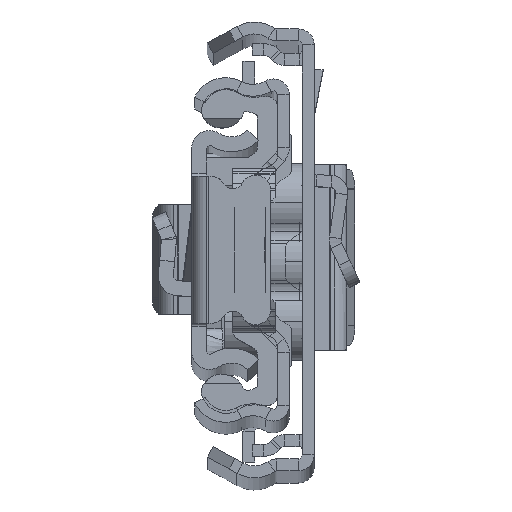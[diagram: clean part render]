
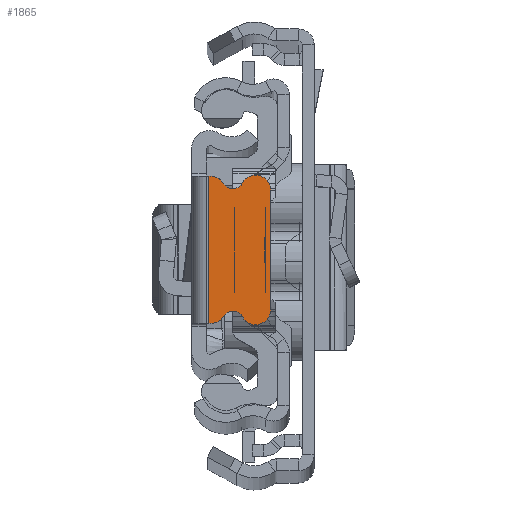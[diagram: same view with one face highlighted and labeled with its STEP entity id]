
A CAD part, top view. The second image highlights one B-rep face of the part: STEP entity #1865.
In plain terms, the highlighted planar face has unit normal (0, 0, 1).
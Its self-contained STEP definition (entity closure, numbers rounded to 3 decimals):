
#574 = PLANE ( 'NONE',  #6136 ) ;
#836 = VECTOR ( 'NONE', #16060, 1000. ) ;
#1148 = CARTESIAN_POINT ( 'NONE',  ( -4.142, 7.236, 0. ) ) ;
#1865 = ADVANCED_FACE ( 'NONE', ( #10383 ), #574, .T. ) ;
#2740 = ORIENTED_EDGE ( 'NONE', *, *, #23809, .T. ) ;
#2934 = ORIENTED_EDGE ( 'NONE', *, *, #3519, .F. ) ;
#3083 = DIRECTION ( 'NONE',  ( -1., 0., 0. ) ) ;
#3175 = EDGE_CURVE ( 'NONE', #9667, #5314, #4072, .T. ) ;
#3415 = EDGE_CURVE ( 'NONE', #5314, #20457, #8721, .T. ) ;
#3518 = LINE ( 'NONE', #20531, #23816 ) ;
#3519 = EDGE_CURVE ( 'NONE', #20267, #14451, #3518, .T. ) ;
#3869 = CARTESIAN_POINT ( 'NONE',  ( -6.429, -6., 0. ) ) ;
#4072 = CIRCLE ( 'NONE', #22165, 1.5 ) ;
#4118 = DIRECTION ( 'NONE',  ( 1., 0., 0. ) ) ;
#4407 = EDGE_CURVE ( 'NONE', #17609, #18180, #4740, .T. ) ;
#4737 = DIRECTION ( 'NONE',  ( 0., -1., 0. ) ) ;
#4740 = LINE ( 'NONE', #16314, #836 ) ;
#5064 = AXIS2_PLACEMENT_3D ( 'NONE', #12818, #10890, #7479 ) ;
#5135 = ORIENTED_EDGE ( 'NONE', *, *, #13394, .T. ) ;
#5239 = CIRCLE ( 'NONE', #19990, 1.1 ) ;
#5314 = VERTEX_POINT ( 'NONE', #23115 ) ;
#5392 = DIRECTION ( 'NONE',  ( 0., 0., 1. ) ) ;
#6136 = AXIS2_PLACEMENT_3D ( 'NONE', #12203, #8460, #16303 ) ;
#6586 = LINE ( 'NONE', #10978, #11233 ) ;
#7401 = EDGE_CURVE ( 'NONE', #13782, #9667, #13717, .T. ) ;
#7479 = DIRECTION ( 'NONE',  ( 1., 0., 0. ) ) ;
#7997 = DIRECTION ( 'NONE',  ( 0., 0., 1. ) ) ;
#8460 = DIRECTION ( 'NONE',  ( 0., 0., 1. ) ) ;
#8523 = ORIENTED_EDGE ( 'NONE', *, *, #4407, .F. ) ;
#8721 = LINE ( 'NONE', #18356, #22996 ) ;
#8763 = CARTESIAN_POINT ( 'NONE',  ( -3.206, 6.658, 0. ) ) ;
#8769 = CARTESIAN_POINT ( 'NONE',  ( -4.142, -7.236, 0. ) ) ;
#9667 = VERTEX_POINT ( 'NONE', #25218 ) ;
#9718 = CARTESIAN_POINT ( 'NONE',  ( -1.929, 7.37, 0. ) ) ;
#9966 = ORIENTED_EDGE ( 'NONE', *, *, #7401, .T. ) ;
#10037 = AXIS2_PLACEMENT_3D ( 'NONE', #1148, #17249, #21728 ) ;
#10375 = CARTESIAN_POINT ( 'NONE',  ( -7.929, -6., 0. ) ) ;
#10383 = FACE_OUTER_BOUND ( 'NONE', #12596, .T. ) ;
#10890 = DIRECTION ( 'NONE',  ( 0., 0., 1. ) ) ;
#10959 = DIRECTION ( 'NONE',  ( -1., 0., 0. ) ) ;
#10978 = CARTESIAN_POINT ( 'NONE',  ( -1.75, 0., 0. ) ) ;
#10997 = ORIENTED_EDGE ( 'NONE', *, *, #15482, .T. ) ;
#11233 = VECTOR ( 'NONE', #22539, 1000. ) ;
#11768 = ORIENTED_EDGE ( 'NONE', *, *, #3415, .T. ) ;
#11794 = CARTESIAN_POINT ( 'NONE',  ( -3.206, -6.658, 0. ) ) ;
#11857 = ORIENTED_EDGE ( 'NONE', *, *, #22270, .F. ) ;
#12203 = CARTESIAN_POINT ( 'NONE',  ( 694.071, 0., 0. ) ) ;
#12292 = CIRCLE ( 'NONE', #14339, 1.5 ) ;
#12596 = EDGE_LOOP ( 'NONE', ( #11857, #8523, #20556, #9966, #24685, #11768, #2740, #10997, #5135, #2934 ) ) ;
#12818 = CARTESIAN_POINT ( 'NONE',  ( -1.929, -5.87, 0. ) ) ;
#13394 = EDGE_CURVE ( 'NONE', #18996, #14451, #19006, .T. ) ;
#13717 = CIRCLE ( 'NONE', #10037, 1.1 ) ;
#13782 = VERTEX_POINT ( 'NONE', #8763 ) ;
#14339 = AXIS2_PLACEMENT_3D ( 'NONE', #14774, #22496, #22621 ) ;
#14451 = VERTEX_POINT ( 'NONE', #20113 ) ;
#14774 = CARTESIAN_POINT ( 'NONE',  ( -1.929, 5.87, 0. ) ) ;
#14912 = CIRCLE ( 'NONE', #20224, 1.5 ) ;
#15039 = VERTEX_POINT ( 'NONE', #24218 ) ;
#15285 = CARTESIAN_POINT ( 'NONE',  ( -1.75, -7.37, 0. ) ) ;
#15482 = EDGE_CURVE ( 'NONE', #15039, #18996, #5239, .T. ) ;
#16060 = DIRECTION ( 'NONE',  ( 1., 0., 0. ) ) ;
#16237 = CARTESIAN_POINT ( 'NONE',  ( -1.75, 7.37, 0. ) ) ;
#16303 = DIRECTION ( 'NONE',  ( 1., 0., 0. ) ) ;
#16314 = CARTESIAN_POINT ( 'NONE',  ( -1.929, 7.37, 0. ) ) ;
#16476 = DIRECTION ( 'NONE',  ( 0., 0., -1. ) ) ;
#16988 = EDGE_CURVE ( 'NONE', #17609, #13782, #12292, .T. ) ;
#17249 = DIRECTION ( 'NONE',  ( 0., 0., -1. ) ) ;
#17609 = VERTEX_POINT ( 'NONE', #9718 ) ;
#18180 = VERTEX_POINT ( 'NONE', #16237 ) ;
#18356 = CARTESIAN_POINT ( 'NONE',  ( -7.929, -6., 0. ) ) ;
#18996 = VERTEX_POINT ( 'NONE', #11794 ) ;
#19006 = CIRCLE ( 'NONE', #5064, 1.5 ) ;
#19990 = AXIS2_PLACEMENT_3D ( 'NONE', #8769, #16476, #10959 ) ;
#20113 = CARTESIAN_POINT ( 'NONE',  ( -1.929, -7.37, 0. ) ) ;
#20224 = AXIS2_PLACEMENT_3D ( 'NONE', #3869, #7997, #4118 ) ;
#20267 = VERTEX_POINT ( 'NONE', #15285 ) ;
#20457 = VERTEX_POINT ( 'NONE', #10375 ) ;
#20531 = CARTESIAN_POINT ( 'NONE',  ( -1.929, -7.37, 0. ) ) ;
#20556 = ORIENTED_EDGE ( 'NONE', *, *, #16988, .T. ) ;
#21728 = DIRECTION ( 'NONE',  ( 1., 0., 0. ) ) ;
#22165 = AXIS2_PLACEMENT_3D ( 'NONE', #23016, #5392, #3083 ) ;
#22270 = EDGE_CURVE ( 'NONE', #18180, #20267, #6586, .T. ) ;
#22485 = DIRECTION ( 'NONE',  ( -1., 0., 0. ) ) ;
#22496 = DIRECTION ( 'NONE',  ( 0., 0., 1. ) ) ;
#22539 = DIRECTION ( 'NONE',  ( 0., -1., 0. ) ) ;
#22621 = DIRECTION ( 'NONE',  ( -1., 0., 0. ) ) ;
#22996 = VECTOR ( 'NONE', #4737, 1000. ) ;
#23016 = CARTESIAN_POINT ( 'NONE',  ( -6.429, 6., 0. ) ) ;
#23115 = CARTESIAN_POINT ( 'NONE',  ( -7.929, 6., 0. ) ) ;
#23809 = EDGE_CURVE ( 'NONE', #20457, #15039, #14912, .T. ) ;
#23816 = VECTOR ( 'NONE', #22485, 1000. ) ;
#24218 = CARTESIAN_POINT ( 'NONE',  ( -5.109, -6.713, 0. ) ) ;
#24685 = ORIENTED_EDGE ( 'NONE', *, *, #3175, .T. ) ;
#25218 = CARTESIAN_POINT ( 'NONE',  ( -5.109, 6.713, 0. ) ) ;
